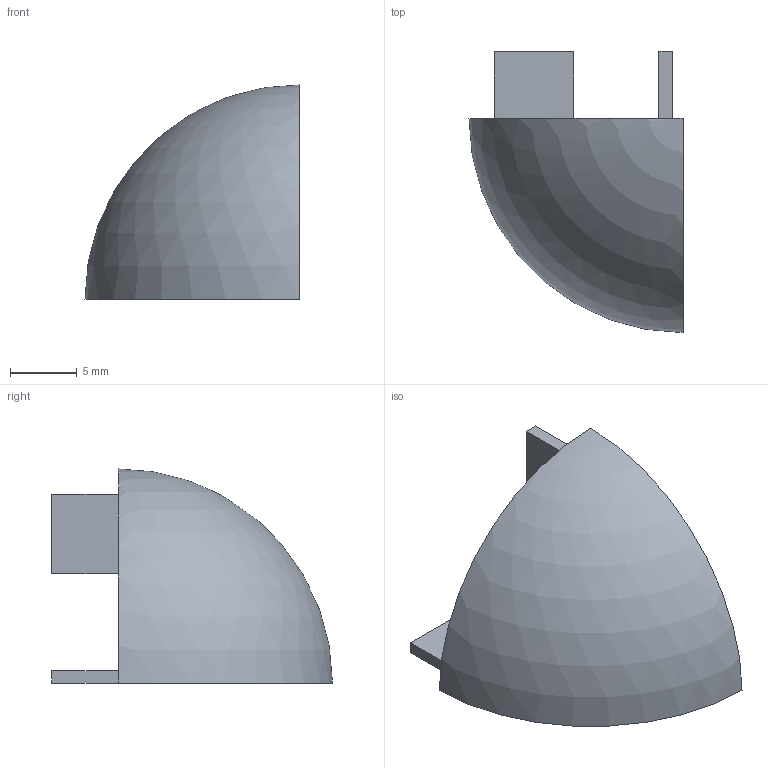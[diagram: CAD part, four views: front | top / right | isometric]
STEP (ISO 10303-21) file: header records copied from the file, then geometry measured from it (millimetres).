
FILE_DESCRIPTION(/* description */ (''),/* implementation_level */ '2;1');
FILE_NAME(/* name */ 'extrusion v8.stp',/* time_stamp */ '2025-09-12T00:21:33+02:00',/* author */ (''),/* organization */ (''),/* preprocessor_version */ 'ST-DEVELOPER v20.1',/* originating_system */ 'Autodesk Translation Framework v14.10.0.0',/* authorisation */ '');
FILE_SCHEMA (('AUTOMOTIVE_DESIGN { 1 0 10303 214 3 1 1 }'));
Length unit declared in the file: millimetre
Products named in the file (1): extrusion
Bounding box: 16 x 21 x 16 mm (x, y, z)
Volume: 1390.8 mm3; surface area: 1264.2 mm2
Topology: 1 solids, 1 shells, 17 faces, 45 edges, 28 vertices
Faces by surface type: plane 14, sphere 2, bspline 1
Entity records: 569 total; most frequent: CARTESIAN_POINT 126, ORIENTED_EDGE 84, DIRECTION 84, EDGE_CURVE 42, LINE 30, VECTOR 30, VERTEX_POINT 28, AXIS2_PLACEMENT_3D 27
